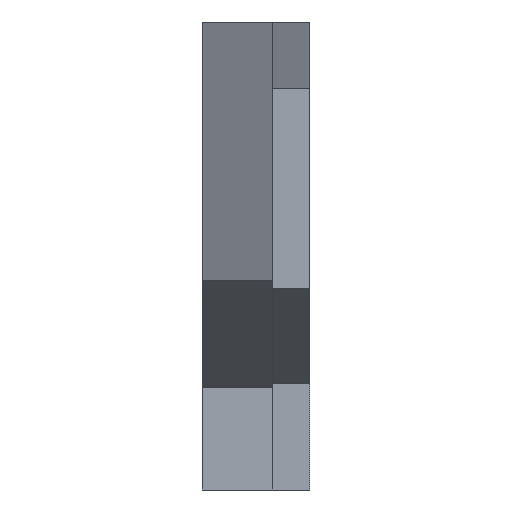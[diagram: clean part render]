
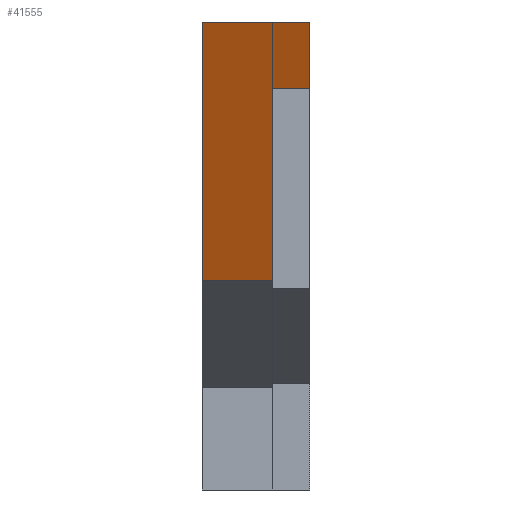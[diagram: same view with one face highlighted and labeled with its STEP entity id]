
A CAD part, left-side view. The second image highlights one B-rep face of the part: STEP entity #41555.
In plain terms, the highlighted planar face has unit normal (-0.918, 0, -0.396).
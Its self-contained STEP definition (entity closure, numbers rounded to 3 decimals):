
#1509=FACE_OUTER_BOUND('',#3513,.T.);
#3513=EDGE_LOOP('',(#32024,#32025,#32026,#32027,#32028,#32029));
#4023=LINE('',#54109,#10029);
#4027=LINE('',#54117,#10033);
#9006=LINE('',#64572,#15012);
#9007=LINE('',#64574,#15013);
#9008=LINE('',#64576,#15014);
#9009=LINE('',#64577,#15015);
#10029=VECTOR('',#44093,10.);
#10033=VECTOR('',#44099,10.);
#15012=VECTOR('',#52064,10.);
#15013=VECTOR('',#52065,10.);
#15014=VECTOR('',#52066,10.);
#15015=VECTOR('',#52067,10.);
#16035=VERTEX_POINT('',#54107);
#16036=VERTEX_POINT('',#54108);
#16039=VERTEX_POINT('',#54116);
#20022=VERTEX_POINT('',#64571);
#20023=VERTEX_POINT('',#64573);
#20024=VERTEX_POINT('',#64575);
#20039=EDGE_CURVE('',#16035,#16036,#4023,.T.);
#20043=EDGE_CURVE('',#16039,#16035,#4027,.T.);
#25022=EDGE_CURVE('',#20022,#16036,#9006,.T.);
#25023=EDGE_CURVE('',#20023,#20022,#9007,.T.);
#25024=EDGE_CURVE('',#20024,#20023,#9008,.T.);
#25025=EDGE_CURVE('',#20024,#16039,#9009,.T.);
#32024=ORIENTED_EDGE('',*,*,#20043,.T.);
#32025=ORIENTED_EDGE('',*,*,#20039,.T.);
#32026=ORIENTED_EDGE('',*,*,#25022,.F.);
#32027=ORIENTED_EDGE('',*,*,#25023,.F.);
#32028=ORIENTED_EDGE('',*,*,#25024,.F.);
#32029=ORIENTED_EDGE('',*,*,#25025,.T.);
#39551=PLANE('',#43579);
#41555=ADVANCED_FACE('',(#1509),#39551,.F.);
#43579=AXIS2_PLACEMENT_3D('',#64570,#52062,#52063);
#44093=DIRECTION('',(0.,-1.,0.));
#44099=DIRECTION('',(-0.396,0.,0.918));
#52062=DIRECTION('center_axis',(0.918,0.,0.396));
#52063=DIRECTION('ref_axis',(0.396,0.,-0.918));
#52064=DIRECTION('',(0.396,0.,-0.918));
#52065=DIRECTION('',(0.,-1.,0.));
#52066=DIRECTION('',(-0.396,0.,0.918));
#52067=DIRECTION('',(0.,-1.,0.));
#54107=CARTESIAN_POINT('',(-1244.,-0.35,3.573));
#54108=CARTESIAN_POINT('',(-1244.,-1.15,3.573));
#54109=CARTESIAN_POINT('',(-1244.,-0.75,3.573));
#54116=CARTESIAN_POINT('',(-1242.231,-0.35,-0.532));
#54117=CARTESIAN_POINT('',(-1244.41,-0.35,4.525));
#64570=CARTESIAN_POINT('Origin',(-1244.615,-1.15,5.));
#64571=CARTESIAN_POINT('',(-1244.615,-1.15,5.));
#64572=CARTESIAN_POINT('',(-1146.203,-1.15,-223.317));
#64573=CARTESIAN_POINT('',(-1244.615,1.15,5.));
#64574=CARTESIAN_POINT('',(-1244.615,-0.288,5.));
#64575=CARTESIAN_POINT('',(-1242.231,1.15,-0.532));
#64576=CARTESIAN_POINT('',(-1146.203,1.15,-223.317));
#64577=CARTESIAN_POINT('',(-1242.231,-1.15,-0.532));
